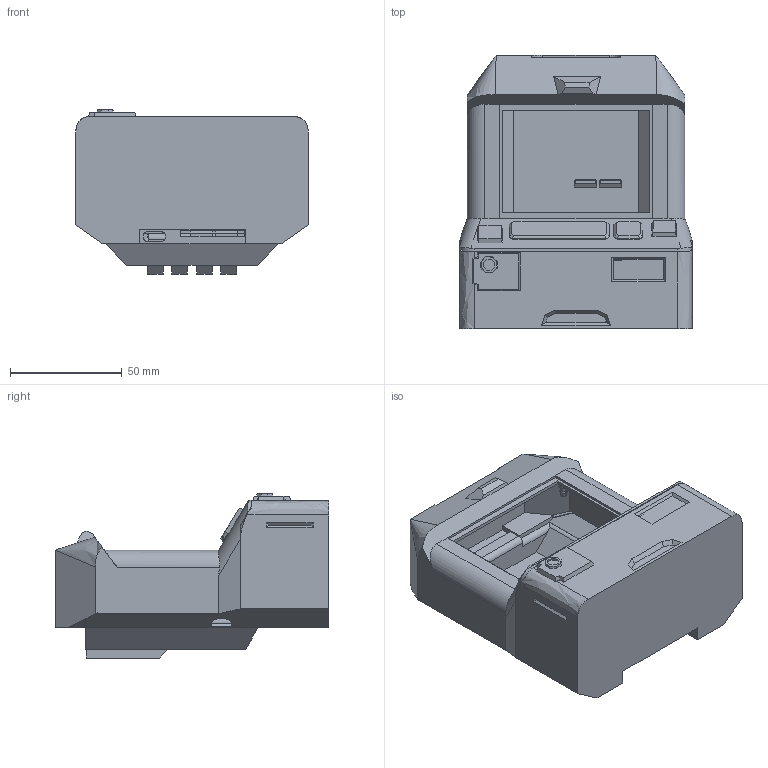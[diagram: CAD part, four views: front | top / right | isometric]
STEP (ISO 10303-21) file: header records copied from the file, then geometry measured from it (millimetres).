
FILE_DESCRIPTION(/* description */ (''),/* implementation_level */ '2;1');
FILE_NAME(/* name */ 'case v11.step',/* time_stamp */ '2025-07-08T20:23:27-07:00',/* author */ (''),/* organization */ (''),/* preprocessor_version */ 'ST-DEVELOPER v20.1',/* originating_system */ 'Autodesk Translation Framework v14.10.0.0',/* authorisation */ '');
FILE_SCHEMA (('AUTOMOTIVE_DESIGN { 1 0 10303 214 3 1 1 }'));
Length unit declared in the file: millimetre
Products named in the file (1): case
Bounding box: 104 x 122.5 x 73.65 mm (x, y, z)
Volume: 183998.6 mm3; surface area: 91998.8 mm2
Topology: 5 solids, 5 shells, 828 faces, 2172 edges, 1391 vertices
Faces by surface type: plane 631, bspline 98, cylinder 75, cone 22, sphere 2
Full cylindrical faces by diameter (mm): 5 x4, 6 x1, 8 x1
Entity records: 33526 total; most frequent: CARTESIAN_POINT 13512, ORIENTED_EDGE 4338, DIRECTION 3708, EDGE_CURVE 2169, LINE 1670, VECTOR 1670, VERTEX_POINT 1391, AXIS2_PLACEMENT_3D 1019
